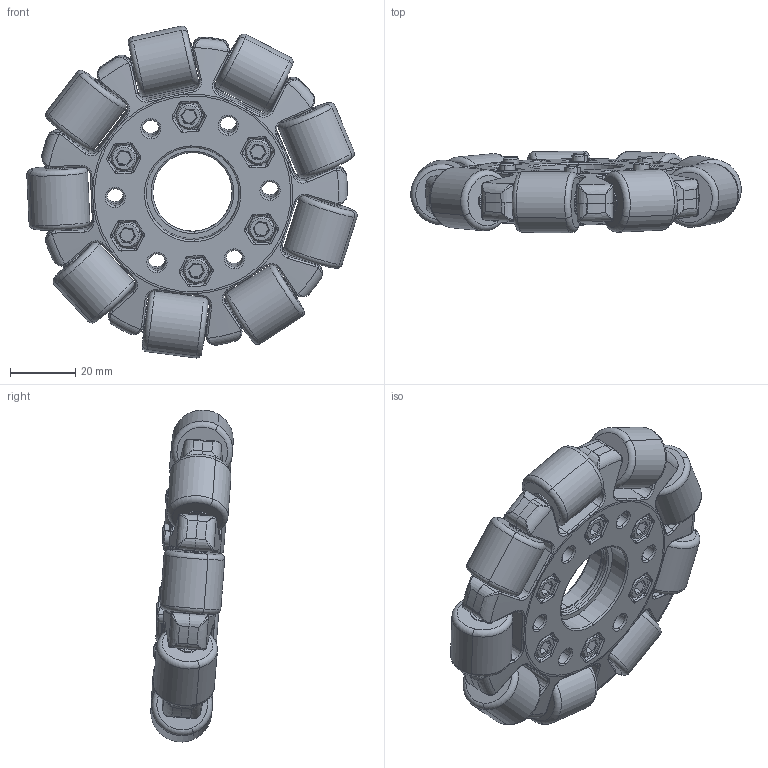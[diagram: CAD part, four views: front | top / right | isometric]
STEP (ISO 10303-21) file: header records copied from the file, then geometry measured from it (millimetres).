
FILE_DESCRIPTION (( 'STEP AP214' ), '1' );
FILE_NAME ('am-0383 4IN Plastic Omni Wheel.STEP', '2016-07-05T18:40:11', ( '' ), ( '' ), 'SwSTEP 2.0', 'SolidWorks 2014', '' );
FILE_SCHEMA (( 'AUTOMOTIVE_DESIGN' ));
Length unit declared in the file: inch
Products named in the file (8): M5 Nylock Nut; SHCS 10-32 x 0.5; Omni roller; Axel Omni; Bushing Omni; Roller Rubber Omni; 4 Molded Plate; am-0383 4IN Plastic Omni Wheel
Assembly tree (27 placements, depth 3):
  am-0383 4IN Plastic Omni Wheel
    4 Molded Plate  x2
    Omni roller  x9
      Roller Rubber Omni
      Bushing Omni
      Axel Omni
    SHCS 10-32 x 0.5  x6
    M5 Nylock Nut  x6
Bounding box: 101.5 x 25.34 x 102 mm (x, y, z)
Volume: 95864.8 mm3; surface area: 52578.9 mm2
Topology: 50 solids, 50 shells, 1944 faces, 4614 edges, 2818 vertices
Faces by surface type: cylinder 542, plane 526, torus 418, cone 260, bspline 198
Entity records: 25235 total; most frequent: CARTESIAN_POINT 8335, ORIENTED_EDGE 3528, DIRECTION 3495, EDGE_CURVE 1764, AXIS2_PLACEMENT_3D 1424, VERTEX_POINT 1081, CIRCLE 785, EDGE_LOOP 751
